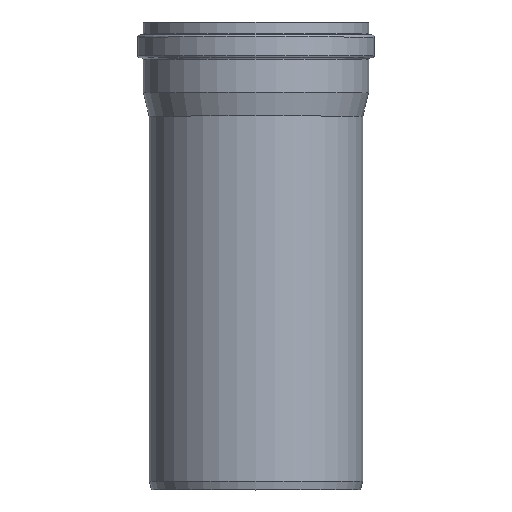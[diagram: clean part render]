
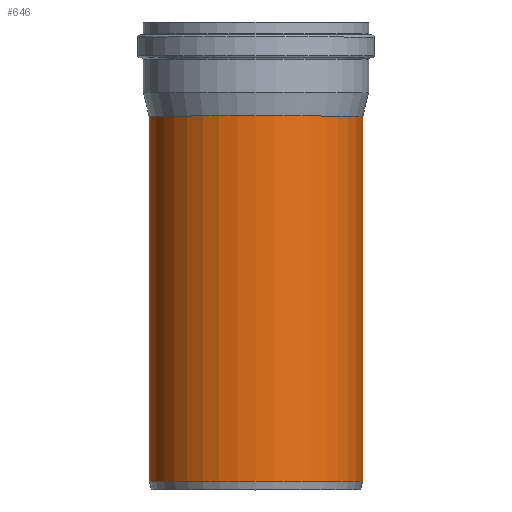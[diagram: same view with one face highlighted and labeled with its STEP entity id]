
A CAD part, top view. The second image highlights one B-rep face of the part: STEP entity #646.
In plain terms, the highlighted cylindrical face has radius 250 mm (diameter 500 mm), a full revolution.
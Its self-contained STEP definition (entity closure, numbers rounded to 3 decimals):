
#63=CYLINDRICAL_SURFACE('',#713,250.);
#82=B_SPLINE_CURVE_WITH_KNOTS('',3,(#1850,#1851,#1852,#1853,#1854,#1855,
#1856,#1857,#1858,#1859,#1860,#1861,#1862,#1863,#1864,#1865,#1866,#1867,
#1868,#1869,#1870,#1871,#1872,#1873,#1874,#1875,#1876,#1877,#1878,#1879,
#1880,#1881,#1882,#1883,#1884,#1885,#1886,#1887,#1888,#1889,#1890,#1891,
#1892,#1893,#1894,#1895),.UNSPECIFIED.,.T.,.F.,(4,1,1,1,1,1,1,1,1,1,1,1,
1,1,1,1,1,1,1,1,1,1,1,1,1,1,1,1,1,1,1,1,1,1,1,1,1,1,1,1,1,1,1,4),(-128.629,
-125.183,-124.035,-121.738,-119.441,
-117.144,-115.421,-114.847,-110.253,
-107.19,-104.128,-101.065,-97.62,
-96.471,-91.878,-87.284,-84.987,
-82.69,-80.776,-79.627,-76.565,
-73.502,-70.439,-67.377,-61.252,
-55.127,-52.064,-49.001,-45.939,
-42.876,-40.834,-38.793,-36.751,
-35.22,-33.688,-30.626,-26.542,
-24.501,-21.438,-18.376,-13.782,
-9.188,-4.594,0.),.UNSPECIFIED.);
#87=CIRCLE('',#714,250.);
#88=CIRCLE('',#715,250.);
#145=FACE_BOUND('',#272,.T.);
#146=FACE_BOUND('',#273,.T.);
#206=FACE_OUTER_BOUND('',#271,.T.);
#271=EDGE_LOOP('',(#525));
#272=EDGE_LOOP('',(#526));
#273=EDGE_LOOP('',(#527));
#390=VERTEX_POINT('',#1801);
#392=VERTEX_POINT('',#1898);
#393=VERTEX_POINT('',#1900);
#454=EDGE_CURVE('',#390,#390,#82,.T.);
#455=EDGE_CURVE('',#392,#392,#87,.T.);
#456=EDGE_CURVE('',#393,#393,#88,.T.);
#525=ORIENTED_EDGE('',*,*,#455,.F.);
#526=ORIENTED_EDGE('',*,*,#456,.T.);
#527=ORIENTED_EDGE('',*,*,#454,.F.);
#646=ADVANCED_FACE('',(#206,#145,#146),#63,.T.);
#713=AXIS2_PLACEMENT_3D('',#1897,#846,#847);
#714=AXIS2_PLACEMENT_3D('',#1899,#848,#849);
#715=AXIS2_PLACEMENT_3D('',#1901,#850,#851);
#846=DIRECTION('center_axis',(0.,-1.,0.));
#847=DIRECTION('ref_axis',(1.,0.,0.));
#848=DIRECTION('center_axis',(0.,-1.,0.));
#849=DIRECTION('ref_axis',(1.,0.,0.));
#850=DIRECTION('center_axis',(0.,-1.,0.));
#851=DIRECTION('ref_axis',(1.,0.,0.));
#1801=CARTESIAN_POINT('',(171.647,502.244,-181.761));
#1850=CARTESIAN_POINT('Ctrl Pts',(171.646,502.246,-181.761));
#1851=CARTESIAN_POINT('Ctrl Pts',(171.517,489.865,-181.884));
#1852=CARTESIAN_POINT('Ctrl Pts',(170.475,473.351,-182.882));
#1853=CARTESIAN_POINT('Ctrl Pts',(166.513,449.181,-186.495));
#1854=CARTESIAN_POINT('Ctrl Pts',(161.572,429.601,-190.852));
#1855=CARTESIAN_POINT('Ctrl Pts',(152.635,407.706,-198.143));
#1856=CARTESIAN_POINT('Ctrl Pts',(141.563,389.719,-206.232));
#1857=CARTESIAN_POINT('Ctrl Pts',(131.759,378.215,-212.531));
#1858=CARTESIAN_POINT('Ctrl Pts',(115.688,362.363,-222.035));
#1859=CARTESIAN_POINT('Ctrl Pts',(92.912,347.289,-233.128));
#1860=CARTESIAN_POINT('Ctrl Pts',(58.608,334.773,-243.709));
#1861=CARTESIAN_POINT('Ctrl Pts',(27.117,328.696,-249.224));
#1862=CARTESIAN_POINT('Ctrl Pts',(-6.688,327.117,-250.71));
#1863=CARTESIAN_POINT('Ctrl Pts',(-33.566,329.851,-248.151));
#1864=CARTESIAN_POINT('Ctrl Pts',(-64.708,336.59,-242.165));
#1865=CARTESIAN_POINT('Ctrl Pts',(-97.748,349.031,-231.512));
#1866=CARTESIAN_POINT('Ctrl Pts',(-127.819,372.154,-215.43));
#1867=CARTESIAN_POINT('Ctrl Pts',(-146.217,396.35,-202.965));
#1868=CARTESIAN_POINT('Ctrl Pts',(-156.331,415.878,-195.189));
#1869=CARTESIAN_POINT('Ctrl Pts',(-162.436,433.396,-190.067));
#1870=CARTESIAN_POINT('Ctrl Pts',(-167.69,454.251,-185.459));
#1871=CARTESIAN_POINT('Ctrl Pts',(-171.292,480.01,-182.101));
#1872=CARTESIAN_POINT('Ctrl Pts',(-172.068,513.089,-181.362));
#1873=CARTESIAN_POINT('Ctrl Pts',(-170.002,546.026,-183.318));
#1874=CARTESIAN_POINT('Ctrl Pts',(-164.196,589.362,-188.615));
#1875=CARTESIAN_POINT('Ctrl Pts',(-152.15,642.075,-198.792));
#1876=CARTESIAN_POINT('Ctrl Pts',(-134.198,692.497,-211.353));
#1877=CARTESIAN_POINT('Ctrl Pts',(-115.568,730.755,-221.907));
#1878=CARTESIAN_POINT('Ctrl Pts',(-99.026,758.024,-229.828));
#1879=CARTESIAN_POINT('Ctrl Pts',(-79.371,783.167,-237.425));
#1880=CARTESIAN_POINT('Ctrl Pts',(-58.353,802.488,-243.44));
#1881=CARTESIAN_POINT('Ctrl Pts',(-36.847,815.414,-247.533));
#1882=CARTESIAN_POINT('Ctrl Pts',(-16.341,822.416,-249.771));
#1883=CARTESIAN_POINT('Ctrl Pts',(3.591,823.809,-250.218));
#1884=CARTESIAN_POINT('Ctrl Pts',(21.392,820.781,-249.248));
#1885=CARTESIAN_POINT('Ctrl Pts',(41.656,813.297,-246.86));
#1886=CARTESIAN_POINT('Ctrl Pts',(67.007,796.21,-241.457));
#1887=CARTESIAN_POINT('Ctrl Pts',(88.452,772.381,-234.128));
#1888=CARTESIAN_POINT('Ctrl Pts',(106.527,746.157,-226.356));
#1889=CARTESIAN_POINT('Ctrl Pts',(120.431,721.425,-219.282));
#1890=CARTESIAN_POINT('Ctrl Pts',(135.875,687.514,-210.118));
#1891=CARTESIAN_POINT('Ctrl Pts',(150.069,647.203,-200.196));
#1892=CARTESIAN_POINT('Ctrl Pts',(162.008,600.191,-190.553));
#1893=CARTESIAN_POINT('Ctrl Pts',(169.845,551.756,-183.493));
#1894=CARTESIAN_POINT('Ctrl Pts',(171.818,518.755,-181.597));
#1895=CARTESIAN_POINT('Ctrl Pts',(171.646,502.246,-181.761));
#1897=CARTESIAN_POINT('Origin',(0.,447.5,0.));
#1898=CARTESIAN_POINT('',(250.,20.,0.));
#1899=CARTESIAN_POINT('Origin',(0.,20.,0.));
#1900=CARTESIAN_POINT('',(250.,875.,0.));
#1901=CARTESIAN_POINT('Origin',(0.,875.,0.));
